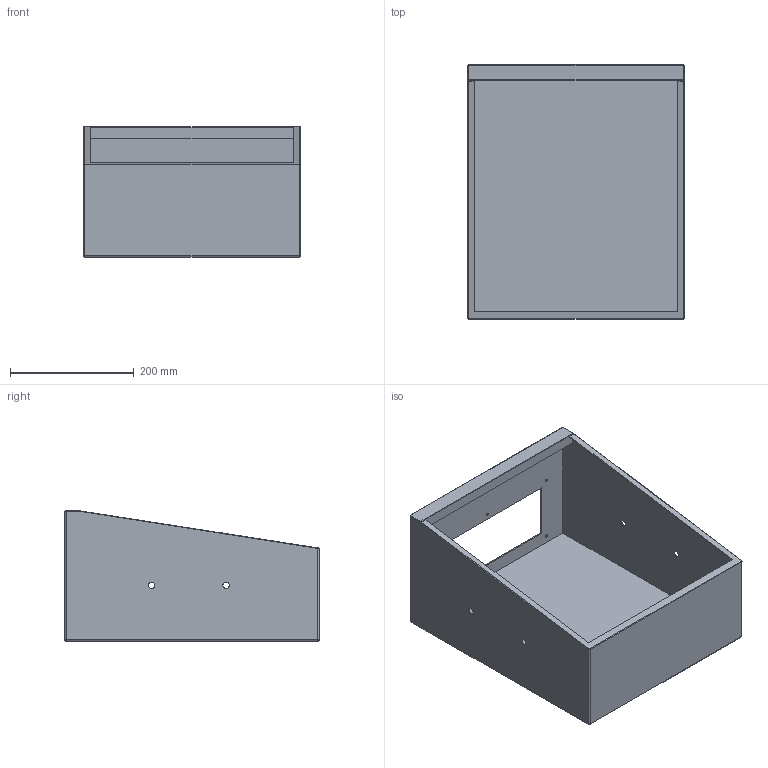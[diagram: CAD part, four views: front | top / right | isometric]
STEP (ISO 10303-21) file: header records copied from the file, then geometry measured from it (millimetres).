
FILE_DESCRIPTION (( 'STEP AP203' ), '1' );
FILE_NAME ('Vorhanden.STEP', '2014-10-06T11:32:29', ( 'EL' ), ( 'EL' ), 'SwSTEP 2.0', 'SolidWorks 2013', '' );
FILE_SCHEMA (( 'CONFIG_CONTROL_DESIGN' ));
Length unit declared in the file: millimetre
Products named in the file (1): Vorhanden
Bounding box: 350 x 410 x 210 mm (x, y, z)
Volume: 827492.5 mm3; surface area: 831785.4 mm2
Topology: 1 solids, 1 shells, 69 faces, 183 edges, 112 vertices
Faces by surface type: cylinder 35, plane 26, sphere 4, bspline 2, torus 2
Entity records: 2274 total; most frequent: CARTESIAN_POINT 437, DIRECTION 375, ORIENTED_EDGE 358, EDGE_CURVE 179, AXIS2_PLACEMENT_3D 134, VERTEX_POINT 112, VECTOR 107, LINE 107
